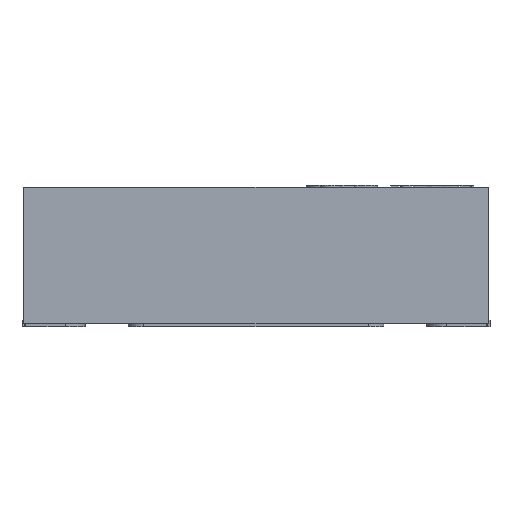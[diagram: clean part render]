
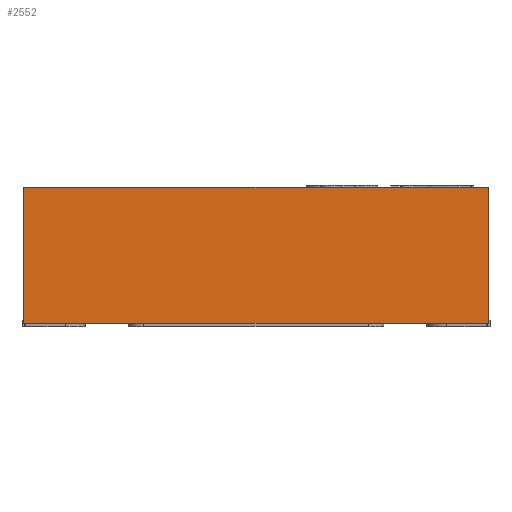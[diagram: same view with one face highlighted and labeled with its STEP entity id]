
A CAD part, front view. The second image highlights one B-rep face of the part: STEP entity #2552.
In plain terms, the highlighted planar face has unit normal (0, -1, 0).
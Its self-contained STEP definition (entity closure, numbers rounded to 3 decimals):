
#779 = VERTEX_POINT('',#780);
#780 = CARTESIAN_POINT('',(1.5,-1.5,0.9));
#797 = VERTEX_POINT('',#798);
#798 = CARTESIAN_POINT('',(-1.5,-1.5,0.9));
#804 = EDGE_CURVE('',#797,#779,#805,.T.);
#805 = LINE('',#806,#807);
#806 = CARTESIAN_POINT('',(-1.5,-1.5,0.9));
#807 = VECTOR('',#808,1.);
#808 = DIRECTION('',(1.,0.,0.));
#2222 = VERTEX_POINT('',#2223);
#2223 = CARTESIAN_POINT('',(1.5,-1.5,0.02));
#2366 = EDGE_CURVE('',#779,#2222,#2367,.T.);
#2367 = LINE('',#2368,#2369);
#2368 = CARTESIAN_POINT('',(1.5,-1.5,0.9));
#2369 = VECTOR('',#2370,1.);
#2370 = DIRECTION('',(-0.,-0.,-1.));
#2533 = VERTEX_POINT('',#2534);
#2534 = CARTESIAN_POINT('',(-1.5,-1.5,0.02));
#2540 = EDGE_CURVE('',#797,#2533,#2541,.T.);
#2541 = LINE('',#2542,#2543);
#2542 = CARTESIAN_POINT('',(-1.5,-1.5,0.9));
#2543 = VECTOR('',#2544,1.);
#2544 = DIRECTION('',(-0.,-0.,-1.));
#2552 = ADVANCED_FACE('',(#2553),#2564,.F.);
#2553 = FACE_BOUND('',#2554,.T.);
#2554 = EDGE_LOOP('',(#2555,#2561,#2562,#2563));
#2555 = ORIENTED_EDGE('',*,*,#2556,.T.);
#2556 = EDGE_CURVE('',#2533,#2222,#2557,.T.);
#2557 = LINE('',#2558,#2559);
#2558 = CARTESIAN_POINT('',(-1.5,-1.5,0.02));
#2559 = VECTOR('',#2560,1.);
#2560 = DIRECTION('',(1.,0.,0.));
#2561 = ORIENTED_EDGE('',*,*,#2366,.F.);
#2562 = ORIENTED_EDGE('',*,*,#804,.F.);
#2563 = ORIENTED_EDGE('',*,*,#2540,.T.);
#2564 = PLANE('',#2565);
#2565 = AXIS2_PLACEMENT_3D('',#2566,#2567,#2568);
#2566 = CARTESIAN_POINT('',(-1.5,-1.5,0.9));
#2567 = DIRECTION('',(0.,1.,0.));
#2568 = DIRECTION('',(0.,-0.,1.));
